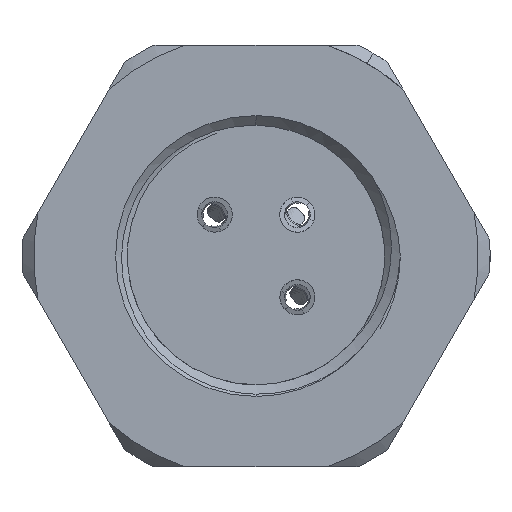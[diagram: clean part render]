
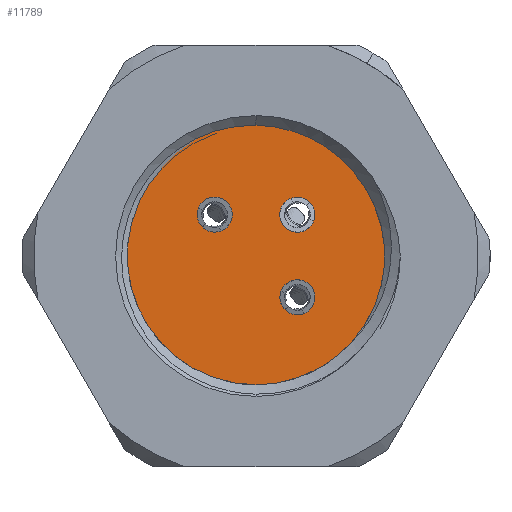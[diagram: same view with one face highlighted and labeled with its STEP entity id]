
A CAD part, left-side view. The second image highlights one B-rep face of the part: STEP entity #11789.
In plain terms, the highlighted face is planar.
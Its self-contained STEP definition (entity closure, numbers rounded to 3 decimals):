
#373 = CIRCLE ( 'NONE', #23607, 0.75 ) ;
#409 = EDGE_CURVE ( 'NONE', #11240, #21560, #373, .T. ) ;
#842 = CIRCLE ( 'NONE', #15101, 0.75 ) ;
#1247 = EDGE_CURVE ( 'NONE', #23988, #12555, #18089, .T. ) ;
#1268 = VERTEX_POINT ( 'NONE', #9857 ) ;
#1739 = DIRECTION ( 'NONE',  ( 1., 0., 0. ) ) ;
#2092 = CARTESIAN_POINT ( 'NONE',  ( 9.35, -1.768, -1.768 ) ) ;
#2384 = CARTESIAN_POINT ( 'NONE',  ( 9.35, -1.768, -1.018 ) ) ;
#3347 = DIRECTION ( 'NONE',  ( 0., 0., -1. ) ) ;
#3422 = ORIENTED_EDGE ( 'NONE', *, *, #10623, .F. ) ;
#3495 = DIRECTION ( 'NONE',  ( -1., 0., 0. ) ) ;
#3667 = DIRECTION ( 'NONE',  ( 0., 0., 1. ) ) ;
#4006 = AXIS2_PLACEMENT_3D ( 'NONE', #12830, #12908, #3347 ) ;
#4169 = EDGE_LOOP ( 'NONE', ( #15670, #7565 ) ) ;
#4303 = EDGE_CURVE ( 'NONE', #12555, #23988, #6723, .T. ) ;
#4574 = ORIENTED_EDGE ( 'NONE', *, *, #23074, .F. ) ;
#4794 = EDGE_LOOP ( 'NONE', ( #17699, #17954 ) ) ;
#5140 = DIRECTION ( 'NONE',  ( 0., 0., -1. ) ) ;
#5308 = EDGE_CURVE ( 'NONE', #19389, #1268, #10775, .T. ) ;
#6723 = CIRCLE ( 'NONE', #21410, 0.75 ) ;
#7565 = ORIENTED_EDGE ( 'NONE', *, *, #17565, .F. ) ;
#7587 = CARTESIAN_POINT ( 'NONE',  ( 9.35, 1.768, -1.768 ) ) ;
#7634 = DIRECTION ( 'NONE',  ( 0., 0., -1. ) ) ;
#7951 = EDGE_CURVE ( 'NONE', #1268, #19389, #24870, .T. ) ;
#8093 = CARTESIAN_POINT ( 'NONE',  ( 9.35, -1.768, 1.018 ) ) ;
#8431 = DIRECTION ( 'NONE',  ( 0., 0., -1. ) ) ;
#8592 = DIRECTION ( 'NONE',  ( 1., 0., 0. ) ) ;
#8637 = CIRCLE ( 'NONE', #4006, 0.75 ) ;
#8965 = ORIENTED_EDGE ( 'NONE', *, *, #5308, .T. ) ;
#9116 = ORIENTED_EDGE ( 'NONE', *, *, #7951, .T. ) ;
#9857 = CARTESIAN_POINT ( 'NONE',  ( 9.35, 0., 6. ) ) ;
#10145 = DIRECTION ( 'NONE',  ( 0., 0., -1. ) ) ;
#10307 = AXIS2_PLACEMENT_3D ( 'NONE', #17118, #3495, #3667 ) ;
#10623 = EDGE_CURVE ( 'NONE', #21441, #21719, #842, .T. ) ;
#10703 = FACE_BOUND ( 'NONE', #12508, .T. ) ;
#10775 = CIRCLE ( 'NONE', #15768, 6. ) ;
#10912 = DIRECTION ( 'NONE',  ( 1., 0., 0. ) ) ;
#11240 = VERTEX_POINT ( 'NONE', #15703 ) ;
#11299 = DIRECTION ( 'NONE',  ( 0., 0., -1. ) ) ;
#11789 = ADVANCED_FACE ( 'NONE', ( #17039, #19428, #10703, #23348 ), #22568, .F. ) ;
#12508 = EDGE_LOOP ( 'NONE', ( #4574, #3422 ) ) ;
#12521 = CARTESIAN_POINT ( 'NONE',  ( 9.35, 1.768, -2.518 ) ) ;
#12541 = CARTESIAN_POINT ( 'NONE',  ( 9.35, -1.768, 1.768 ) ) ;
#12555 = VERTEX_POINT ( 'NONE', #8093 ) ;
#12830 = CARTESIAN_POINT ( 'NONE',  ( 9.35, 1.768, -1.768 ) ) ;
#12908 = DIRECTION ( 'NONE',  ( 1., 0., 0. ) ) ;
#14065 = AXIS2_PLACEMENT_3D ( 'NONE', #2092, #19193, #11299 ) ;
#14446 = AXIS2_PLACEMENT_3D ( 'NONE', #22585, #16643, #5140 ) ;
#15101 = AXIS2_PLACEMENT_3D ( 'NONE', #7587, #1739, #20781 ) ;
#15524 = DIRECTION ( 'NONE',  ( 1., 0., 0. ) ) ;
#15670 = ORIENTED_EDGE ( 'NONE', *, *, #409, .F. ) ;
#15703 = CARTESIAN_POINT ( 'NONE',  ( 9.35, -1.768, -2.518 ) ) ;
#15768 = AXIS2_PLACEMENT_3D ( 'NONE', #21683, #17894, #10145 ) ;
#16643 = DIRECTION ( 'NONE',  ( 1., 0., 0. ) ) ;
#16701 = CARTESIAN_POINT ( 'NONE',  ( 9.35, 1.768, -1.018 ) ) ;
#17039 = FACE_BOUND ( 'NONE', #4794, .T. ) ;
#17118 = CARTESIAN_POINT ( 'NONE',  ( 9.35, 4.5, 0. ) ) ;
#17149 = CARTESIAN_POINT ( 'NONE',  ( 9.35, 0., 0. ) ) ;
#17565 = EDGE_CURVE ( 'NONE', #21560, #11240, #21871, .T. ) ;
#17585 = EDGE_LOOP ( 'NONE', ( #8965, #9116 ) ) ;
#17699 = ORIENTED_EDGE ( 'NONE', *, *, #4303, .F. ) ;
#17894 = DIRECTION ( 'NONE',  ( 1., 0., 0. ) ) ;
#17954 = ORIENTED_EDGE ( 'NONE', *, *, #1247, .F. ) ;
#18089 = CIRCLE ( 'NONE', #14446, 0.75 ) ;
#19193 = DIRECTION ( 'NONE',  ( 1., 0., 0. ) ) ;
#19389 = VERTEX_POINT ( 'NONE', #21470 ) ;
#19428 = FACE_BOUND ( 'NONE', #4169, .T. ) ;
#20494 = CARTESIAN_POINT ( 'NONE',  ( 9.35, -1.768, -1.768 ) ) ;
#20580 = CARTESIAN_POINT ( 'NONE',  ( 9.35, -1.768, 2.518 ) ) ;
#20613 = AXIS2_PLACEMENT_3D ( 'NONE', #17149, #15524, #7634 ) ;
#20781 = DIRECTION ( 'NONE',  ( 0., 0., -1. ) ) ;
#20992 = DIRECTION ( 'NONE',  ( 0., 0., -1. ) ) ;
#21410 = AXIS2_PLACEMENT_3D ( 'NONE', #12541, #8592, #8431 ) ;
#21441 = VERTEX_POINT ( 'NONE', #16701 ) ;
#21470 = CARTESIAN_POINT ( 'NONE',  ( 9.35, 0., -6. ) ) ;
#21560 = VERTEX_POINT ( 'NONE', #2384 ) ;
#21683 = CARTESIAN_POINT ( 'NONE',  ( 9.35, 0., 0. ) ) ;
#21719 = VERTEX_POINT ( 'NONE', #12521 ) ;
#21871 = CIRCLE ( 'NONE', #14065, 0.75 ) ;
#22568 = PLANE ( 'NONE',  #10307 ) ;
#22585 = CARTESIAN_POINT ( 'NONE',  ( 9.35, -1.768, 1.768 ) ) ;
#23074 = EDGE_CURVE ( 'NONE', #21719, #21441, #8637, .T. ) ;
#23348 = FACE_OUTER_BOUND ( 'NONE', #17585, .T. ) ;
#23607 = AXIS2_PLACEMENT_3D ( 'NONE', #20494, #10912, #20992 ) ;
#23988 = VERTEX_POINT ( 'NONE', #20580 ) ;
#24870 = CIRCLE ( 'NONE', #20613, 6. ) ;
